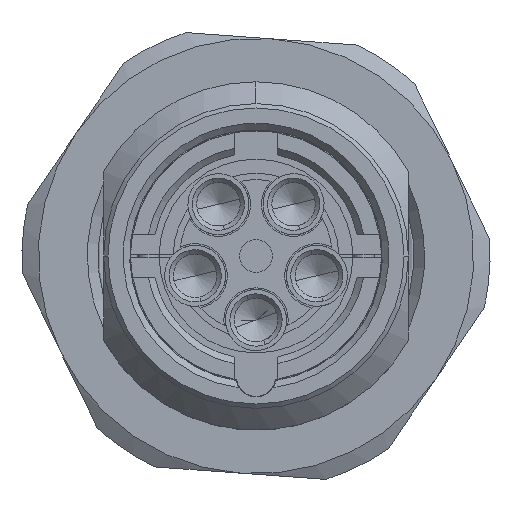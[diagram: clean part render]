
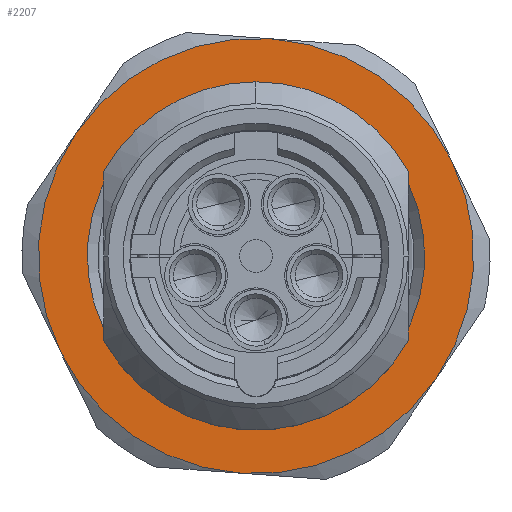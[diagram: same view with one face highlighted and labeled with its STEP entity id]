
A CAD part, front view. The second image highlights one B-rep face of the part: STEP entity #2207.
In plain terms, the highlighted planar face has unit normal (0, -1, 0).
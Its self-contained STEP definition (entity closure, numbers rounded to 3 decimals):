
#62 = CARTESIAN_POINT ( 'NONE',  ( 0., -1.1, 0. ) ) ;
#100 = ORIENTED_EDGE ( 'NONE', *, *, #1928, .F. ) ;
#151 = ORIENTED_EDGE ( 'NONE', *, *, #4213, .F. ) ;
#211 = AXIS2_PLACEMENT_3D ( 'NONE', #9030, #2775, #10105 ) ;
#249 = VERTEX_POINT ( 'NONE', #5902 ) ;
#372 = DIRECTION ( 'NONE',  ( 0.073, 0., 0.997 ) ) ;
#524 = FACE_OUTER_BOUND ( 'NONE', #9605, .T. ) ;
#585 = ORIENTED_EDGE ( 'NONE', *, *, #8929, .F. ) ;
#756 = EDGE_CURVE ( 'NONE', #8544, #249, #10461, .T. ) ;
#1390 = DIRECTION ( 'NONE',  ( 0., 1., 0. ) ) ;
#1447 = DIRECTION ( 'NONE',  ( 0.073, 0., 0.997 ) ) ;
#1475 = DIRECTION ( 'NONE',  ( 0., 1., 0. ) ) ;
#1522 = CARTESIAN_POINT ( 'NONE',  ( 0., -1.1, 0. ) ) ;
#1650 = CARTESIAN_POINT ( 'NONE',  ( 9.001, -1.1, 4.358 ) ) ;
#1928 = EDGE_CURVE ( 'NONE', #11617, #8544, #8783, .T. ) ;
#2168 = CIRCLE ( 'NONE', #211, 7.75 ) ;
#2207 = ADVANCED_FACE ( 'NONE', ( #524, #7039 ), #3719, .F. ) ;
#2310 = DIRECTION ( 'NONE',  ( 0.073, 0., 0.997 ) ) ;
#2406 = CARTESIAN_POINT ( 'NONE',  ( 0.563, -1.1, 7.73 ) ) ;
#2562 = CARTESIAN_POINT ( 'NONE',  ( 0., -1.1, 0. ) ) ;
#2775 = DIRECTION ( 'NONE',  ( 0., -1., 0. ) ) ;
#2994 = CIRCLE ( 'NONE', #7954, 7.75 ) ;
#3201 = DIRECTION ( 'NONE',  ( 0., -1., 0. ) ) ;
#3500 = VERTEX_POINT ( 'NONE', #10922 ) ;
#3577 = DIRECTION ( 'NONE',  ( -0.997, 0., 0.073 ) ) ;
#3669 = DIRECTION ( 'NONE',  ( 0.073, 0., 0.997 ) ) ;
#3719 = PLANE ( 'NONE',  #4069 ) ;
#3975 = AXIS2_PLACEMENT_3D ( 'NONE', #12791, #6447, #372 ) ;
#4069 = AXIS2_PLACEMENT_3D ( 'NONE', #7819, #9982, #3669 ) ;
#4213 = EDGE_CURVE ( 'NONE', #7613, #11617, #7560, .T. ) ;
#4395 = ORIENTED_EDGE ( 'NONE', *, *, #9679, .F. ) ;
#4447 = EDGE_CURVE ( 'NONE', #249, #3500, #4462, .T. ) ;
#4462 = CIRCLE ( 'NONE', #8461, 10. ) ;
#5161 = VERTEX_POINT ( 'NONE', #9622 ) ;
#5677 = AXIS2_PLACEMENT_3D ( 'NONE', #11832, #11847, #11859 ) ;
#5902 = CARTESIAN_POINT ( 'NONE',  ( 8.274, -1.1, -5.616 ) ) ;
#6072 = ORIENTED_EDGE ( 'NONE', *, *, #6385, .F. ) ;
#6385 = EDGE_CURVE ( 'NONE', #11043, #7613, #12511, .T. ) ;
#6418 = VERTEX_POINT ( 'NONE', #2406 ) ;
#6447 = DIRECTION ( 'NONE',  ( 0., 1., 0. ) ) ;
#6464 = AXIS2_PLACEMENT_3D ( 'NONE', #6583, #11352, #7145 ) ;
#6583 = CARTESIAN_POINT ( 'NONE',  ( 0., -1.1, 0. ) ) ;
#6630 = CARTESIAN_POINT ( 'NONE',  ( 0.726, -1.1, 9.974 ) ) ;
#6766 = ORIENTED_EDGE ( 'NONE', *, *, #4447, .F. ) ;
#6814 = EDGE_CURVE ( 'NONE', #5161, #6418, #2994, .T. ) ;
#7039 = FACE_BOUND ( 'NONE', #11167, .T. ) ;
#7145 = DIRECTION ( 'NONE',  ( -0.997, 0., 0.073 ) ) ;
#7182 = CIRCLE ( 'NONE', #9999, 10. ) ;
#7560 = CIRCLE ( 'NONE', #11650, 10. ) ;
#7613 = VERTEX_POINT ( 'NONE', #11677 ) ;
#7819 = CARTESIAN_POINT ( 'NONE',  ( 0., -1.1, 0. ) ) ;
#7900 = CARTESIAN_POINT ( 'NONE',  ( -9.001, -1.1, -4.358 ) ) ;
#7954 = AXIS2_PLACEMENT_3D ( 'NONE', #9484, #3201, #10555 ) ;
#8461 = AXIS2_PLACEMENT_3D ( 'NONE', #62, #1390, #2310 ) ;
#8544 = VERTEX_POINT ( 'NONE', #1650 ) ;
#8783 = CIRCLE ( 'NONE', #6464, 10. ) ;
#8929 = EDGE_CURVE ( 'NONE', #3500, #11043, #7182, .T. ) ;
#9030 = CARTESIAN_POINT ( 'NONE',  ( 0., -1.1, 0. ) ) ;
#9484 = CARTESIAN_POINT ( 'NONE',  ( 0., -1.1, 0. ) ) ;
#9605 = EDGE_LOOP ( 'NONE', ( #151, #6072, #585, #6766, #12544, #100 ) ) ;
#9622 = CARTESIAN_POINT ( 'NONE',  ( -0.563, -1.1, -7.73 ) ) ;
#9679 = EDGE_CURVE ( 'NONE', #6418, #5161, #2168, .T. ) ;
#9887 = DIRECTION ( 'NONE',  ( 0., 1., 0. ) ) ;
#9982 = DIRECTION ( 'NONE',  ( 0., 1., 0. ) ) ;
#9999 = AXIS2_PLACEMENT_3D ( 'NONE', #2562, #9887, #3577 ) ;
#10105 = DIRECTION ( 'NONE',  ( -0.073, 0., -0.997 ) ) ;
#10461 = CIRCLE ( 'NONE', #5677, 10. ) ;
#10555 = DIRECTION ( 'NONE',  ( -0.073, 0., -0.997 ) ) ;
#10922 = CARTESIAN_POINT ( 'NONE',  ( -0.726, -1.1, -9.974 ) ) ;
#11043 = VERTEX_POINT ( 'NONE', #7900 ) ;
#11167 = EDGE_LOOP ( 'NONE', ( #13387, #4395 ) ) ;
#11352 = DIRECTION ( 'NONE',  ( 0., 1., 0. ) ) ;
#11617 = VERTEX_POINT ( 'NONE', #6630 ) ;
#11650 = AXIS2_PLACEMENT_3D ( 'NONE', #1522, #1475, #1447 ) ;
#11677 = CARTESIAN_POINT ( 'NONE',  ( -8.274, -1.1, 5.616 ) ) ;
#11832 = CARTESIAN_POINT ( 'NONE',  ( 0., -1.1, 0. ) ) ;
#11847 = DIRECTION ( 'NONE',  ( 0., 1., 0. ) ) ;
#11859 = DIRECTION ( 'NONE',  ( -0.997, 0., 0.073 ) ) ;
#12511 = CIRCLE ( 'NONE', #3975, 10. ) ;
#12544 = ORIENTED_EDGE ( 'NONE', *, *, #756, .F. ) ;
#12791 = CARTESIAN_POINT ( 'NONE',  ( 0., -1.1, 0. ) ) ;
#13387 = ORIENTED_EDGE ( 'NONE', *, *, #6814, .F. ) ;
